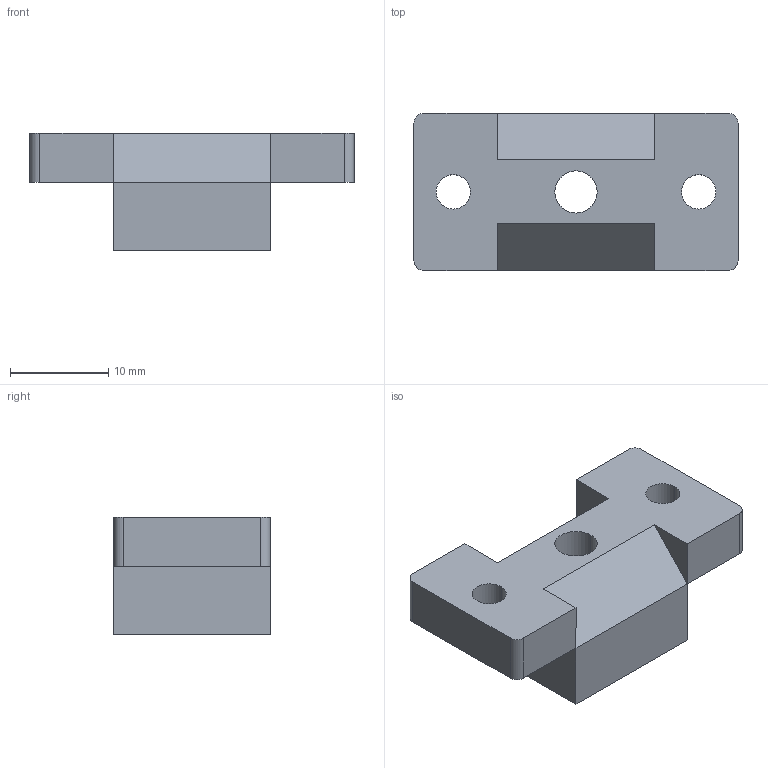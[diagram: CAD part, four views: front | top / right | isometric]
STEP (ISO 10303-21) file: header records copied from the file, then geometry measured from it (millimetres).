
FILE_DESCRIPTION (( 'STEP AP203' ), '1' );
FILE_NAME ('Cutter V4 PTFE coupler.STEP', '2021-07-11T12:34:43', ( '' ), ( '' ), 'SwSTEP 2.0', 'SolidWorks 2020', '' );
FILE_SCHEMA (( 'CONFIG_CONTROL_DESIGN' ));
Length unit declared in the file: millimetre
Products named in the file (1): Cutter V4 PTFE coupler
Bounding box: 33 x 16 x 12 mm (x, y, z)
Volume: 3313.3 mm3; surface area: 2297.3 mm2
Topology: 1 solids, 1 shells, 47 faces, 114 edges, 72 vertices
Faces by surface type: plane 35, cylinder 12
Entity records: 1445 total; most frequent: DIRECTION 234, CARTESIAN_POINT 234, ORIENTED_EDGE 228, EDGE_CURVE 114, VECTOR 90, LINE 90, VERTEX_POINT 72, AXIS2_PLACEMENT_3D 72
